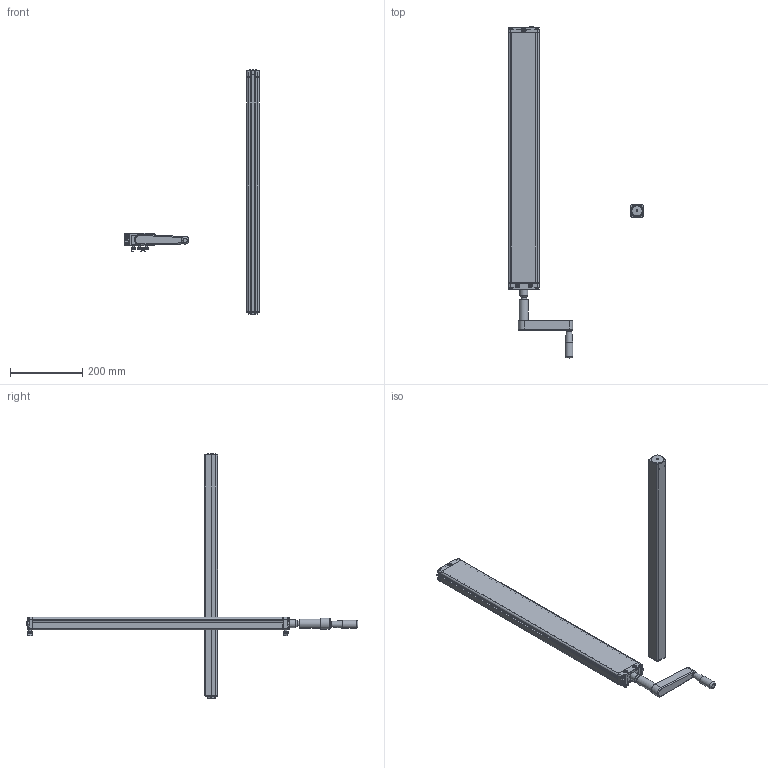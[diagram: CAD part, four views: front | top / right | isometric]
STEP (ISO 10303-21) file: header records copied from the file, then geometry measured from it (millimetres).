
FILE_DESCRIPTION(/* description */ ('Hydrauliksystem LA 500 W - 1 - manuell'),/* implementation_level */ '2;1');
FILE_NAME(/* name */ '270134-1.stp',/* time_stamp */ '2019-10-15T09:40:21+02:00',/* author */ ('Metz'),/* organization */ (''),/* preprocessor_version */ 'ST-DEVELOPER v17.2',/* originating_system */ 'Autodesk Inventor 2019',/* authorisation */ '');
FILE_SCHEMA (('AUTOMOTIVE_DESIGN { 1 0 10303 214 3 1 1 }'));
Length unit declared in the file: millimetre
Products named in the file (25): leer; leer_1; leer_2; leer_3; leer_4; leer_5; leer_6; leer_7; leer_8; leer_9; leer_10; leer_11; leer_12; leer_13; leer_14; leer_15; leer_16; leer_17; leer_18; leer_19; leer_20; leer_21; leer_22; leer_23; 21-1351-2FZ.005
Assembly tree (32 placements, depth 4):
  leer
    leer_1
      leer_2
      leer_3
        leer_4  x4
        leer_5
        leer_6
      leer_7
        leer_8
        leer_9  x4
        leer_10
        leer_11
        leer_12
    leer_13
      leer_14
      leer_15
      leer_16
      leer_17
      leer_18
      leer_19
      leer_20
    leer_21
    leer_22  x3
      leer_23
      21-1351-2FZ.005
Bounding box: 373.38 x 918.25 x 676.48 mm (x, y, z)
Volume: 1150749.3 mm3; surface area: 665212.5 mm2
Topology: 29 solids, 29 shells, 1255 faces, 3024 edges, 1804 vertices
Faces by surface type: plane 487, cylinder 321, cone 257, bspline 106, torus 72, sphere 12
Full cylindrical faces by diameter (mm): 3.1 x1, 3.242 x1, 4 x6, 4.1 x1, 4.134 x4, 5 x9, 5.8 x8, 6 x6, 6.647 x1, 6.8 x3, 8 x1, 8.376 x1, 9.8 x8, 10 x2, 11.34 x3, 13 x1, 14 x2, 15 x1, 17.3 x1, 17.5 x2, 18 x2, 19 x1, 20.8 x3, 21 x1, 21.5 x1, 22 x1, 25 x2, 28.3 x1, 30.4 x1, 36 x1
Entity records: 23891 total; most frequent: CARTESIAN_POINT 5420, DIRECTION 3815, ORIENTED_EDGE 3492, EDGE_CURVE 1746, AXIS2_PLACEMENT_3D 1473, VERTEX_POINT 1096, LINE 869, VECTOR 869
